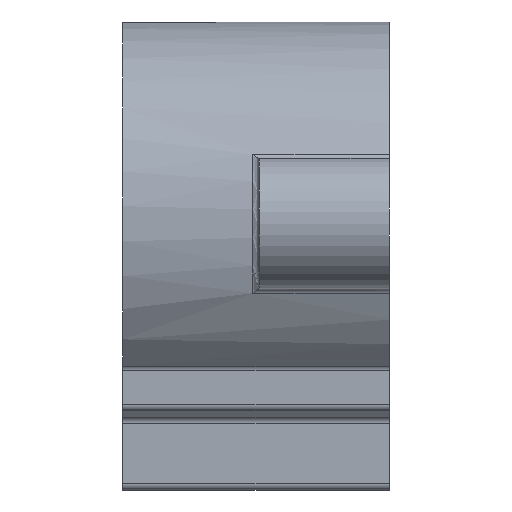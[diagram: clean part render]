
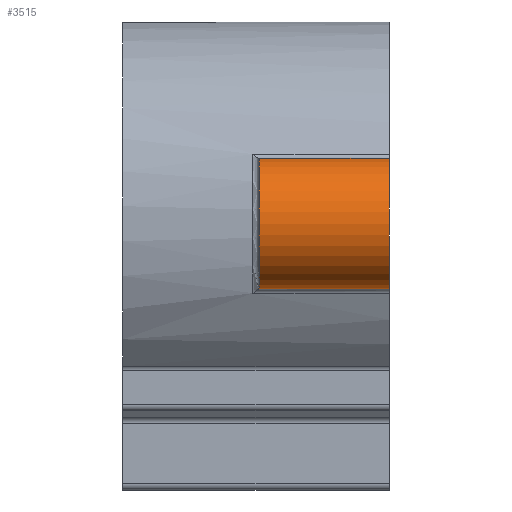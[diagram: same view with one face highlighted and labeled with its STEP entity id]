
A CAD part, front view. The second image highlights one B-rep face of the part: STEP entity #3515.
In plain terms, the highlighted cylindrical face has radius 5.025 mm (diameter 10.05 mm), a partial arc.
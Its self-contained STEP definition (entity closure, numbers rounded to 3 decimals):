
#45 = PLANE('',#46);
#46 = AXIS2_PLACEMENT_3D('',#47,#48,#49);
#47 = CARTESIAN_POINT('',(-98.,0.,-20.275));
#48 = DIRECTION('',(1.,0.,0.));
#49 = DIRECTION('',(0.,0.,1.));
#579 = VERTEX_POINT('',#580);
#580 = CARTESIAN_POINT('',(-98.,-17.5,-12.225));
#594 = PLANE('',#595);
#595 = AXIS2_PLACEMENT_3D('',#596,#597,#598);
#596 = CARTESIAN_POINT('',(-98.,-17.5,-12.225));
#597 = DIRECTION('',(0.,0.,-1.));
#598 = DIRECTION('',(0.,1.,0.));
#606 = EDGE_CURVE('',#579,#607,#609,.T.);
#607 = VERTEX_POINT('',#608);
#608 = CARTESIAN_POINT('',(-98.,-17.5,-22.275));
#609 = SURFACE_CURVE('',#610,(#615,#622),.PCURVE_S1.);
#610 = CIRCLE('',#611,5.025);
#611 = AXIS2_PLACEMENT_3D('',#612,#613,#614);
#612 = CARTESIAN_POINT('',(-98.,-17.5,-17.25));
#613 = DIRECTION('',(1.,0.,0.));
#614 = DIRECTION('',(0.,1.,0.));
#615 = PCURVE('',#45,#616);
#616 = DEFINITIONAL_REPRESENTATION('',(#617),#621);
#617 = CIRCLE('',#618,5.025);
#618 = AXIS2_PLACEMENT_2D('',#619,#620);
#619 = CARTESIAN_POINT('',(3.025,17.5));
#620 = DIRECTION('',(0.,-1.));
#621 = ( GEOMETRIC_REPRESENTATION_CONTEXT(2) 
PARAMETRIC_REPRESENTATION_CONTEXT() REPRESENTATION_CONTEXT('2D SPACE',''
  ) );
#622 = PCURVE('',#623,#628);
#623 = CYLINDRICAL_SURFACE('',#624,5.025);
#624 = AXIS2_PLACEMENT_3D('',#625,#626,#627);
#625 = CARTESIAN_POINT('',(-98.,-17.5,-17.25));
#626 = DIRECTION('',(1.,0.,0.));
#627 = DIRECTION('',(0.,1.,0.));
#628 = DEFINITIONAL_REPRESENTATION('',(#629),#633);
#629 = LINE('',#630,#631);
#630 = CARTESIAN_POINT('',(0.,0.));
#631 = VECTOR('',#632,1.);
#632 = DIRECTION('',(1.,0.));
#633 = ( GEOMETRIC_REPRESENTATION_CONTEXT(2) 
PARAMETRIC_REPRESENTATION_CONTEXT() REPRESENTATION_CONTEXT('2D SPACE',''
  ) );
#651 = PLANE('',#652);
#652 = AXIS2_PLACEMENT_3D('',#653,#654,#655);
#653 = CARTESIAN_POINT('',(-98.,-17.5,-22.275));
#654 = DIRECTION('',(0.,0.,-1.));
#655 = DIRECTION('',(0.,1.,0.));
#2526 = PLANE('',#2527);
#2527 = AXIS2_PLACEMENT_3D('',#2528,#2529,#2530);
#2528 = CARTESIAN_POINT('',(-108.,0.,-17.25));
#2529 = DIRECTION('',(1.,0.,0.));
#2530 = DIRECTION('',(0.,0.,1.));
#3359 = EDGE_CURVE('',#579,#3360,#3362,.T.);
#3360 = VERTEX_POINT('',#3361);
#3361 = CARTESIAN_POINT('',(-108.,-17.5,-12.225));
#3362 = SURFACE_CURVE('',#3363,(#3367,#3374),.PCURVE_S1.);
#3363 = LINE('',#3364,#3365);
#3364 = CARTESIAN_POINT('',(-98.,-17.5,-12.225));
#3365 = VECTOR('',#3366,1.);
#3366 = DIRECTION('',(-1.,0.,0.));
#3367 = PCURVE('',#594,#3368);
#3368 = DEFINITIONAL_REPRESENTATION('',(#3369),#3373);
#3369 = LINE('',#3370,#3371);
#3370 = CARTESIAN_POINT('',(0.,0.));
#3371 = VECTOR('',#3372,1.);
#3372 = DIRECTION('',(0.,-1.));
#3373 = ( GEOMETRIC_REPRESENTATION_CONTEXT(2) 
PARAMETRIC_REPRESENTATION_CONTEXT() REPRESENTATION_CONTEXT('2D SPACE',''
  ) );
#3374 = PCURVE('',#623,#3375);
#3375 = DEFINITIONAL_REPRESENTATION('',(#3376),#3380);
#3376 = LINE('',#3377,#3378);
#3377 = CARTESIAN_POINT('',(1.571,0.));
#3378 = VECTOR('',#3379,1.);
#3379 = DIRECTION('',(0.,-1.));
#3380 = ( GEOMETRIC_REPRESENTATION_CONTEXT(2) 
PARAMETRIC_REPRESENTATION_CONTEXT() REPRESENTATION_CONTEXT('2D SPACE',''
  ) );
#3515 = ADVANCED_FACE('',(#3516),#623,.T.);
#3516 = FACE_BOUND('',#3517,.T.);
#3517 = EDGE_LOOP('',(#3518,#3519,#3543,#3564));
#3518 = ORIENTED_EDGE('',*,*,#3359,.T.);
#3519 = ORIENTED_EDGE('',*,*,#3520,.T.);
#3520 = EDGE_CURVE('',#3360,#3521,#3523,.T.);
#3521 = VERTEX_POINT('',#3522);
#3522 = CARTESIAN_POINT('',(-108.,-17.5,-22.275));
#3523 = SURFACE_CURVE('',#3524,(#3529,#3536),.PCURVE_S1.);
#3524 = CIRCLE('',#3525,5.025);
#3525 = AXIS2_PLACEMENT_3D('',#3526,#3527,#3528);
#3526 = CARTESIAN_POINT('',(-108.,-17.5,-17.25));
#3527 = DIRECTION('',(1.,0.,0.));
#3528 = DIRECTION('',(0.,1.,0.));
#3529 = PCURVE('',#623,#3530);
#3530 = DEFINITIONAL_REPRESENTATION('',(#3531),#3535);
#3531 = LINE('',#3532,#3533);
#3532 = CARTESIAN_POINT('',(0.,-10.));
#3533 = VECTOR('',#3534,1.);
#3534 = DIRECTION('',(1.,0.));
#3535 = ( GEOMETRIC_REPRESENTATION_CONTEXT(2) 
PARAMETRIC_REPRESENTATION_CONTEXT() REPRESENTATION_CONTEXT('2D SPACE',''
  ) );
#3536 = PCURVE('',#2526,#3537);
#3537 = DEFINITIONAL_REPRESENTATION('',(#3538),#3542);
#3538 = CIRCLE('',#3539,5.025);
#3539 = AXIS2_PLACEMENT_2D('',#3540,#3541);
#3540 = CARTESIAN_POINT('',(0.,17.5));
#3541 = DIRECTION('',(0.,-1.));
#3542 = ( GEOMETRIC_REPRESENTATION_CONTEXT(2) 
PARAMETRIC_REPRESENTATION_CONTEXT() REPRESENTATION_CONTEXT('2D SPACE',''
  ) );
#3543 = ORIENTED_EDGE('',*,*,#3544,.F.);
#3544 = EDGE_CURVE('',#607,#3521,#3545,.T.);
#3545 = SURFACE_CURVE('',#3546,(#3550,#3557),.PCURVE_S1.);
#3546 = LINE('',#3547,#3548);
#3547 = CARTESIAN_POINT('',(-98.,-17.5,-22.275));
#3548 = VECTOR('',#3549,1.);
#3549 = DIRECTION('',(-1.,0.,0.));
#3550 = PCURVE('',#623,#3551);
#3551 = DEFINITIONAL_REPRESENTATION('',(#3552),#3556);
#3552 = LINE('',#3553,#3554);
#3553 = CARTESIAN_POINT('',(4.712,0.));
#3554 = VECTOR('',#3555,1.);
#3555 = DIRECTION('',(0.,-1.));
#3556 = ( GEOMETRIC_REPRESENTATION_CONTEXT(2) 
PARAMETRIC_REPRESENTATION_CONTEXT() REPRESENTATION_CONTEXT('2D SPACE',''
  ) );
#3557 = PCURVE('',#651,#3558);
#3558 = DEFINITIONAL_REPRESENTATION('',(#3559),#3563);
#3559 = LINE('',#3560,#3561);
#3560 = CARTESIAN_POINT('',(0.,0.));
#3561 = VECTOR('',#3562,1.);
#3562 = DIRECTION('',(0.,-1.));
#3563 = ( GEOMETRIC_REPRESENTATION_CONTEXT(2) 
PARAMETRIC_REPRESENTATION_CONTEXT() REPRESENTATION_CONTEXT('2D SPACE',''
  ) );
#3564 = ORIENTED_EDGE('',*,*,#606,.F.);
